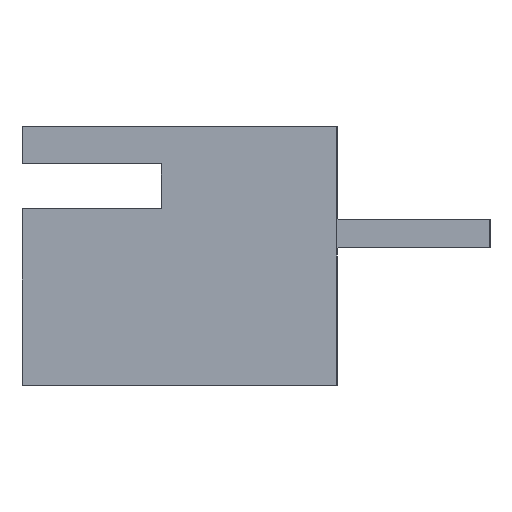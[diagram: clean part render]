
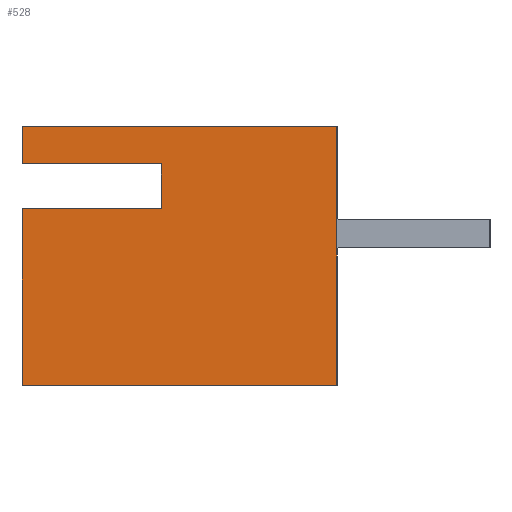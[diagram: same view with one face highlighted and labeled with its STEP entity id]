
A CAD part, left-side view. The second image highlights one B-rep face of the part: STEP entity #528.
In plain terms, the highlighted planar face has unit normal (-1, 0, 0).
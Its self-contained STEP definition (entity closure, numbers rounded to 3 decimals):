
#107 = CARTESIAN_POINT ( 'NONE',  ( -18.7, 7., 2.875 ) ) ;
#403 = VERTEX_POINT ( 'NONE', #107 ) ;
#528 = ADVANCED_FACE ( 'NONE', ( #2612 ), #2776, .T. ) ;
#804 = VERTEX_POINT ( 'NONE', #3881 ) ;
#815 = VERTEX_POINT ( 'NONE', #3892 ) ;
#828 = VERTEX_POINT ( 'NONE', #3905 ) ;
#829 = VERTEX_POINT ( 'NONE', #3906 ) ;
#834 = VERTEX_POINT ( 'NONE', #3911 ) ;
#835 = VERTEX_POINT ( 'NONE', #3912 ) ;
#838 = VERTEX_POINT ( 'NONE', #3915 ) ;
#936 = EDGE_LOOP ( 'NONE', ( #5429, #5400, #5425, #5424, #5423, #5422, #5421, #5420 ) ) ;
#1017 = EDGE_CURVE ( 'NONE', #828, #804, #4237, .T. ) ;
#1018 = EDGE_CURVE ( 'NONE', #804, #829, #4239, .T. ) ;
#1019 = EDGE_CURVE ( 'NONE', #829, #403, #4243, .T. ) ;
#1020 = EDGE_CURVE ( 'NONE', #815, #834, #4245, .T. ) ;
#2063 = EDGE_CURVE ( 'NONE', #834, #835, #5056, .T. ) ;
#2074 = EDGE_CURVE ( 'NONE', #835, #838, #5068, .T. ) ;
#2077 = EDGE_CURVE ( 'NONE', #403, #815, #5086, .T. ) ;
#2095 = EDGE_CURVE ( 'NONE', #838, #828, #5122, .T. ) ;
#2612 = FACE_OUTER_BOUND ( 'NONE', #936, .T. ) ;
#2702 = AXIS2_PLACEMENT_3D ( 'NONE', #2788, #2789, #2790 ) ;
#2776 = PLANE ( 'NONE',  #2702 ) ;
#2788 = CARTESIAN_POINT ( 'NONE',  ( -18.7, 0., -2.875 ) ) ;
#2789 = DIRECTION ( 'NONE',  ( -1., 0., 0. ) ) ;
#2790 = DIRECTION ( 'NONE',  ( 0., 0., 1. ) ) ;
#3881 = CARTESIAN_POINT ( 'NONE',  ( -18.7, 0., -2.875 ) ) ;
#3892 = CARTESIAN_POINT ( 'NONE',  ( -18.7, 7., 2.05 ) ) ;
#3905 = CARTESIAN_POINT ( 'NONE',  ( -18.7, 7., -2.875 ) ) ;
#3906 = CARTESIAN_POINT ( 'NONE',  ( -18.7, 0., 2.875 ) ) ;
#3911 = CARTESIAN_POINT ( 'NONE',  ( -18.7, 3.9, 2.05 ) ) ;
#3912 = CARTESIAN_POINT ( 'NONE',  ( -18.7, 3.9, 1.05 ) ) ;
#3915 = CARTESIAN_POINT ( 'NONE',  ( -18.7, 7., 1.05 ) ) ;
#4136 = CARTESIAN_POINT ( 'NONE',  ( -18.7, 3.5, -2.875 ) ) ;
#4138 = CARTESIAN_POINT ( 'NONE',  ( -18.7, 0., 0. ) ) ;
#4141 = DIRECTION ( 'NONE',  ( 0., -1., 0. ) ) ;
#4143 = DIRECTION ( 'NONE',  ( 0., 0., 1. ) ) ;
#4144 = CARTESIAN_POINT ( 'NONE',  ( -18.7, 3.5, 2.875 ) ) ;
#4145 = DIRECTION ( 'NONE',  ( 0., 1., 0. ) ) ;
#4146 = CARTESIAN_POINT ( 'NONE',  ( -18.7, 3.5, 2.05 ) ) ;
#4147 = DIRECTION ( 'NONE',  ( 0., -1., 0. ) ) ;
#4237 = LINE ( 'NONE', #4136, #4242 ) ;
#4239 = LINE ( 'NONE', #4138, #4244 ) ;
#4242 = VECTOR ( 'NONE', #4141, 1000. ) ;
#4243 = LINE ( 'NONE', #4144, #4246 ) ;
#4244 = VECTOR ( 'NONE', #4143, 1000. ) ;
#4245 = LINE ( 'NONE', #4146, #4248 ) ;
#4246 = VECTOR ( 'NONE', #4145, 1000. ) ;
#4248 = VECTOR ( 'NONE', #4147, 1000. ) ;
#4788 = CARTESIAN_POINT ( 'NONE',  ( -18.7, 3.9, 0. ) ) ;
#4796 = DIRECTION ( 'NONE',  ( 0., 0., -1. ) ) ;
#4798 = CARTESIAN_POINT ( 'NONE',  ( -18.7, 3.5, 1.05 ) ) ;
#4818 = DIRECTION ( 'NONE',  ( 0., 1., 0. ) ) ;
#4823 = CARTESIAN_POINT ( 'NONE',  ( -18.7, 7., 2.462 ) ) ;
#4824 = DIRECTION ( 'NONE',  ( 0., 0., -1. ) ) ;
#4859 = CARTESIAN_POINT ( 'NONE',  ( -18.7, 7., 0. ) ) ;
#4860 = DIRECTION ( 'NONE',  ( 0., 0., -1. ) ) ;
#5056 = LINE ( 'NONE', #4788, #5061 ) ;
#5061 = VECTOR ( 'NONE', #4796, 1000. ) ;
#5068 = LINE ( 'NONE', #4798, #5083 ) ;
#5083 = VECTOR ( 'NONE', #4818, 1000. ) ;
#5086 = LINE ( 'NONE', #4823, #5089 ) ;
#5089 = VECTOR ( 'NONE', #4824, 1000. ) ;
#5122 = LINE ( 'NONE', #4859, #5125 ) ;
#5125 = VECTOR ( 'NONE', #4860, 1000. ) ;
#5400 = ORIENTED_EDGE ( 'NONE', *, *, #1018, .T. ) ;
#5420 = ORIENTED_EDGE ( 'NONE', *, *, #2095, .T. ) ;
#5421 = ORIENTED_EDGE ( 'NONE', *, *, #2074, .T. ) ;
#5422 = ORIENTED_EDGE ( 'NONE', *, *, #2063, .T. ) ;
#5423 = ORIENTED_EDGE ( 'NONE', *, *, #1020, .T. ) ;
#5424 = ORIENTED_EDGE ( 'NONE', *, *, #2077, .T. ) ;
#5425 = ORIENTED_EDGE ( 'NONE', *, *, #1019, .T. ) ;
#5429 = ORIENTED_EDGE ( 'NONE', *, *, #1017, .T. ) ;
